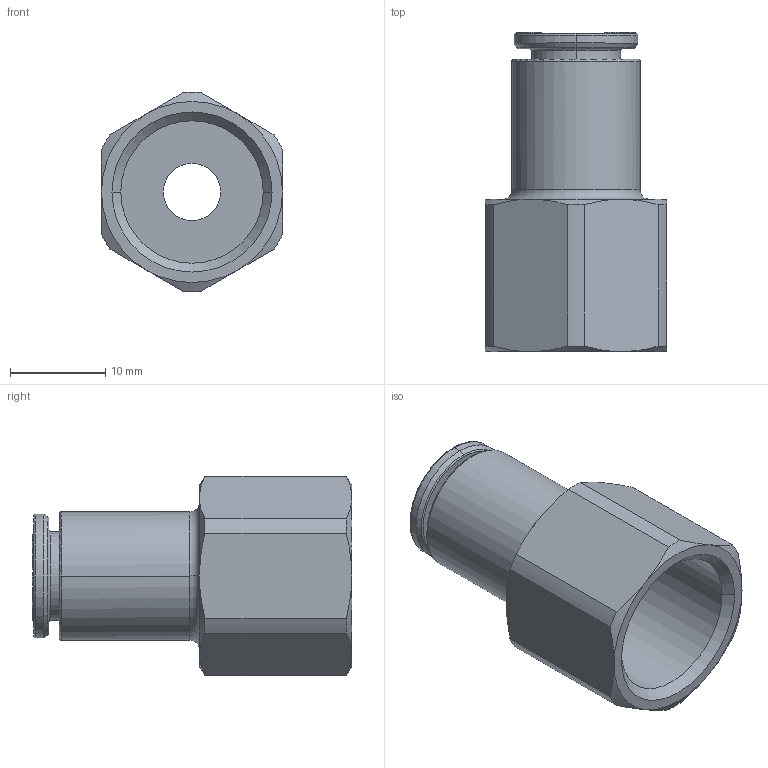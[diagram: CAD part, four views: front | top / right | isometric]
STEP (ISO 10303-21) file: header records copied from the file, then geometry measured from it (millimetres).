
FILE_DESCRIPTION(('STEP AP214'),'1');
FILE_NAME('6814_08_17.stp','2016-07-07T14:43:51',('TraceParts'),('TraceParts S.A.'),'Spatial InterOp 3D',' ',' ');
FILE_SCHEMA(('automotive_design'));
Length unit declared in the file: millimetre
Products named in the file (6): 6814 08 17|44108-18_ASM_1362#44108-18_ASM|44108-31_1358#44108-31;Solide1; 6814 08 17|44108-18_ASM_1362#44108-18_ASM|44108_1359#44108;Solide1; 6814 08 17|44108-18_ASM_1362#44108-18_ASM|44108-30_1360#44108-30;Solide1; 6814 08 17|44108-18_ASM_1362#44108-18_ASM|44108-40_1361#44108-40;Solide1; 6814 08 17|44408-17-69_1357#44408-17-69;Solide1; 6814 08 17|44108-11-10-ASM_1363#44108-11-10-ASM;Solide1
Bounding box: 19 x 33.55 x 20.99 mm (x, y, z)
Volume: 3783.1 mm3; surface area: 5067.8 mm2
Topology: 6 solids, 6 shells, 688 faces, 1811 edges, 1163 vertices
Faces by surface type: plane 418, cone 93, cylinder 77, bspline 56, torus 42, sphere 2
Entity records: 29161 total; most frequent: CARTESIAN_POINT 6717, ORIENTED_EDGE 3618, DIRECTION 3303, EDGE_CURVE 1809, LINE 1271, VECTOR 1271, VERTEX_POINT 1163, AXIS2_PLACEMENT_3D 1016
